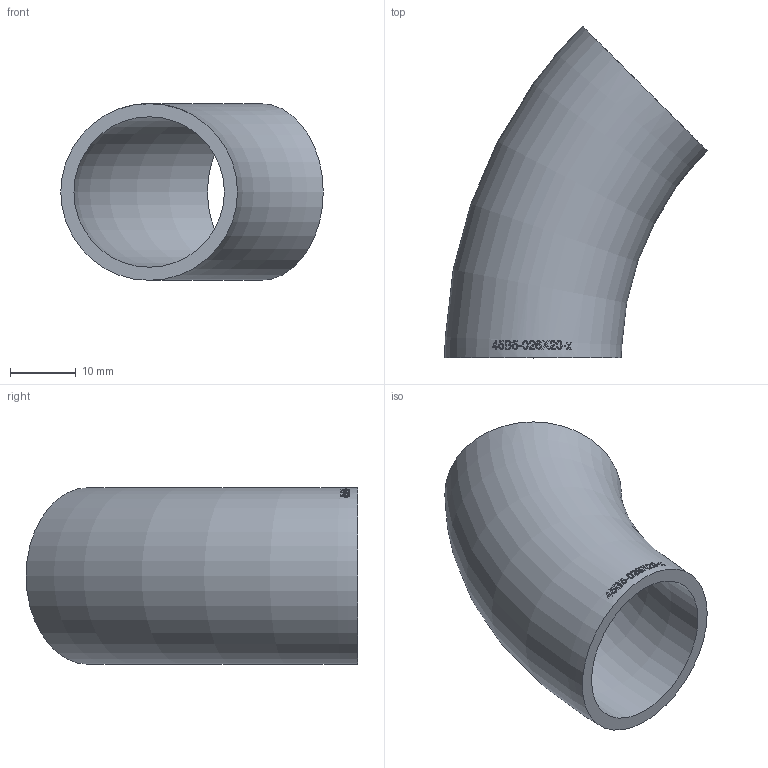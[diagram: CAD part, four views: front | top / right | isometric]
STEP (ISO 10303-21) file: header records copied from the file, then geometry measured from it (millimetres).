
FILE_DESCRIPTION (( 'STEP AP214' ), '1' );
FILE_NAME ('45B5-026X20-x Bogen 2005.STEP', '2020-05-08T11:55:29', ( '' ), ( '' ), 'SwSTEP 2.0', 'SolidWorks 2019', '' );
FILE_SCHEMA (( 'AUTOMOTIVE_DESIGN' ));
Length unit declared in the file: millimetre
Products named in the file (1): 45B5-026X20-x Bogen 2005
Bounding box: 39.95 x 50.52 x 26.9 mm (x, y, z)
Volume: 7126.6 mm3; surface area: 7442.3 mm2
Topology: 1 solids, 1 shells, 190 faces, 511 edges, 341 vertices
Faces by surface type: bspline 166, torus 22, plane 2
Entity records: 15891 total; most frequent: CARTESIAN_POINT 10654, ORIENTED_EDGE 1004, EDGE_CURVE 502, B_SPLINE_CURVE_WITH_KNOTS 498, VERTEX_POINT 336, EDGE_LOOP 212, FACE_OUTER_BOUND 191, ADVANCED_FACE 189
